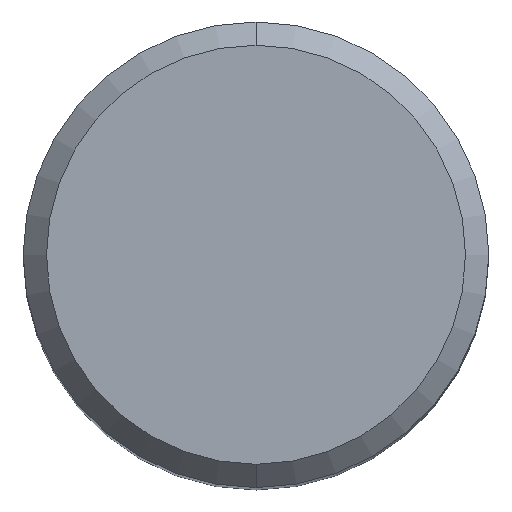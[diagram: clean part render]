
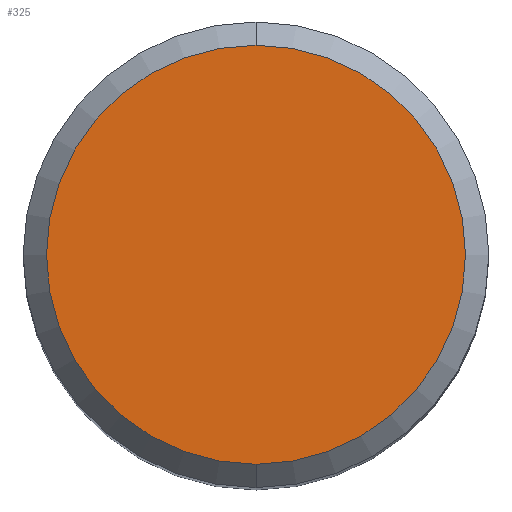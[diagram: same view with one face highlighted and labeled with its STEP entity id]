
A CAD part, top view. The second image highlights one B-rep face of the part: STEP entity #325.
In plain terms, the highlighted planar face has unit normal (0, 0, 1).
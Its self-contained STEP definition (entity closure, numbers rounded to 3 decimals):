
#267=EDGE_CURVE('',#461,#479,#658,.T.);
#325=ADVANCED_FACE('',(#725),#726,.T.);
#355=EDGE_CURVE('',#479,#461,#760,.T.);
#461=VERTEX_POINT('',#873);
#479=VERTEX_POINT('',#892);
#658=CIRCLE('',#1101,4.5);
#725=FACE_OUTER_BOUND('',#1243,.T.);
#726=PLANE('',#1244);
#760=CIRCLE('',#1331,4.5);
#873=CARTESIAN_POINT('',(0.0,4.5,0.0));
#892=CARTESIAN_POINT('',(0.,-4.5,0.0));
#1101=AXIS2_PLACEMENT_3D('',#1876,#1877,#1878);
#1243=EDGE_LOOP('',(#1971,#1972));
#1244=AXIS2_PLACEMENT_3D('',#1973,#1974,#1975);
#1331=AXIS2_PLACEMENT_3D('',#2009,#2010,#2011);
#1876=CARTESIAN_POINT('',(0.0,0.0,0.0));
#1877=DIRECTION('',(0.0,0.0,-1.0));
#1878=DIRECTION('',(0.0,1.0,0.0));
#1971=ORIENTED_EDGE('',*,*,#267,.F.);
#1972=ORIENTED_EDGE('',*,*,#355,.F.);
#1973=CARTESIAN_POINT('',(0.0,2.25,0.0));
#1974=DIRECTION('',(-0.0,0.0,1.0));
#1975=DIRECTION('',(0.0,-1.0,0.0));
#2009=CARTESIAN_POINT('',(0.0,0.0,0.0));
#2010=DIRECTION('',(0.0,0.0,-1.0));
#2011=DIRECTION('',(0.0,1.0,0.0));
